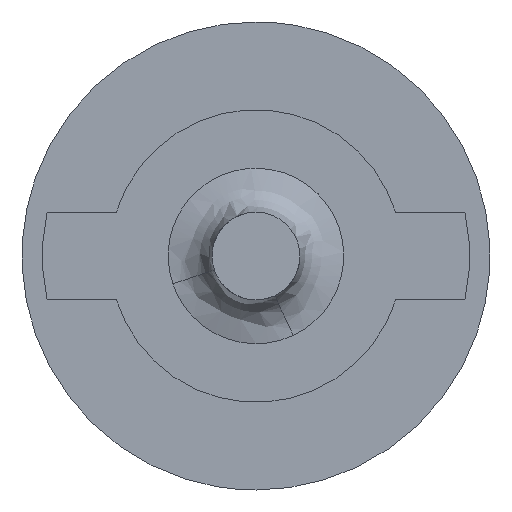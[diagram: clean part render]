
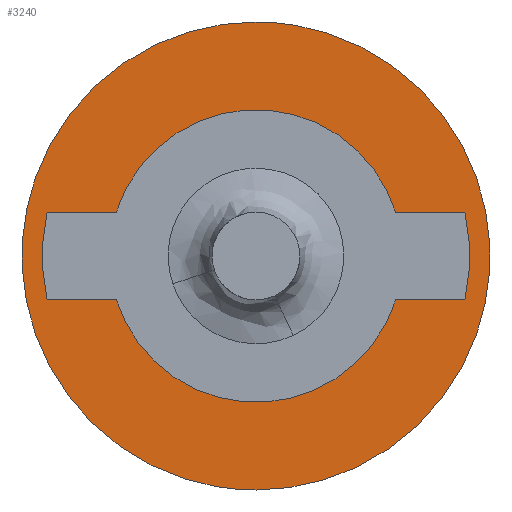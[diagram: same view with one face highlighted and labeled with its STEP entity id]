
A CAD part, front view. The second image highlights one B-rep face of the part: STEP entity #3240.
In plain terms, the highlighted free-form (B-spline) face has degree [1, 1] with [2, 2] control points.
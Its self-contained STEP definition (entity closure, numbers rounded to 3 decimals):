
#901=CARTESIAN_POINT('',(-7.975,-11.4,0.628));
#902=VERTEX_POINT('',#901);
#908=CARTESIAN_POINT('',(0.0,-11.4,8.));
#909=VERTEX_POINT('',#908);
#910=CARTESIAN_POINT('',(0.0,-11.4,8.));
#911=CARTESIAN_POINT('',(-7.395,-11.4,8.));
#912=CARTESIAN_POINT('',(-7.975,-11.4,0.628));
#920=(BOUNDED_CURVE()B_SPLINE_CURVE(2,(#910,#911,#912),.UNSPECIFIED.,.F.,.U.)B_SPLINE_CURVE_WITH_KNOTS((3,3),(0.0,0.236),.UNSPECIFIED.)CURVE()GEOMETRIC_REPRESENTATION_ITEM()RATIONAL_B_SPLINE_CURVE((1.0,0.723,0.97))REPRESENTATION_ITEM(''));
#921=EDGE_CURVE('',#909,#902,#920,.T.);
#923=CARTESIAN_POINT('',(7.975,-11.4,-0.628));
#924=VERTEX_POINT('',#923);
#925=CARTESIAN_POINT('',(7.975,-11.4,-0.628));
#926=CARTESIAN_POINT('',(8.,-11.4,-0.314));
#927=CARTESIAN_POINT('',(8.,-11.4,0.0));
#928=CARTESIAN_POINT('',(8.,-11.4,8.));
#929=CARTESIAN_POINT('',(0.0,-11.4,8.));
#937=(BOUNDED_CURVE()B_SPLINE_CURVE(2,(#925,#926,#927,#928,#929),.UNSPECIFIED.,.F.,.U.)B_SPLINE_CURVE_WITH_KNOTS((3,2,3),(0.736,0.75,1.0),.UNSPECIFIED.)CURVE()GEOMETRIC_REPRESENTATION_ITEM()RATIONAL_B_SPLINE_CURVE((0.97,0.984,1.0,0.707,1.0))REPRESENTATION_ITEM(''));
#938=EDGE_CURVE('',#924,#909,#937,.T.);
#1014=CARTESIAN_POINT('',(0.0,-11.4,-8.));
#1015=VERTEX_POINT('',#1014);
#1016=CARTESIAN_POINT('',(0.0,-11.4,-8.));
#1017=CARTESIAN_POINT('',(7.395,-11.4,-8.));
#1018=CARTESIAN_POINT('',(7.975,-11.4,-0.628));
#1026=(BOUNDED_CURVE()B_SPLINE_CURVE(2,(#1016,#1017,#1018),.UNSPECIFIED.,.F.,.U.)B_SPLINE_CURVE_WITH_KNOTS((3,3),(0.5,0.736),.UNSPECIFIED.)CURVE()GEOMETRIC_REPRESENTATION_ITEM()RATIONAL_B_SPLINE_CURVE((1.0,0.723,0.97))REPRESENTATION_ITEM(''));
#1027=EDGE_CURVE('',#1015,#924,#1026,.T.);
#1029=CARTESIAN_POINT('',(-7.975,-11.4,0.628));
#1030=CARTESIAN_POINT('',(-8.,-11.4,0.314));
#1031=CARTESIAN_POINT('',(-8.,-11.4,0.0));
#1032=CARTESIAN_POINT('',(-8.,-11.4,-8.));
#1033=CARTESIAN_POINT('',(0.0,-11.4,-8.));
#1041=(BOUNDED_CURVE()B_SPLINE_CURVE(2,(#1029,#1030,#1031,#1032,#1033),.UNSPECIFIED.,.F.,.U.)B_SPLINE_CURVE_WITH_KNOTS((3,2,3),(0.236,0.25,0.5),.UNSPECIFIED.)CURVE()GEOMETRIC_REPRESENTATION_ITEM()RATIONAL_B_SPLINE_CURVE((0.97,0.984,1.0,0.707,1.0))REPRESENTATION_ITEM(''));
#1042=EDGE_CURVE('',#902,#1015,#1041,.T.);
#2914=CARTESIAN_POINT('',(7.144,-11.4,-1.5));
#2915=VERTEX_POINT('',#2914);
#2916=CARTESIAN_POINT('',(7.144,-11.4,1.5));
#2917=VERTEX_POINT('',#2916);
#2918=CARTESIAN_POINT('',(7.144,-11.4,-1.5));
#2919=CARTESIAN_POINT('',(7.459,-11.4,0.));
#2920=CARTESIAN_POINT('',(7.144,-11.4,1.5));
#2928=(BOUNDED_CURVE()B_SPLINE_CURVE(2,(#2918,#2919,#2920),.UNSPECIFIED.,.F.,.U.)CURVE()GEOMETRIC_REPRESENTATION_ITEM()QUASI_UNIFORM_CURVE()RATIONAL_B_SPLINE_CURVE((1.0,0.979,1.0))REPRESENTATION_ITEM(''));
#2929=EDGE_CURVE('',#2915,#2917,#2928,.T.);
#2950=CARTESIAN_POINT('',(4.77,-11.4,-1.5));
#2951=VERTEX_POINT('',#2950);
#2952=CARTESIAN_POINT('',(4.77,-11.4,-1.5));
#2953=CARTESIAN_POINT('',(7.144,-11.4,-1.5));
#2954=QUASI_UNIFORM_CURVE('',1,(#2952,#2953),.UNSPECIFIED.,.F.,.U.);
#2955=EDGE_CURVE('',#2951,#2915,#2954,.T.);
#2985=CARTESIAN_POINT('',(-4.77,-11.4,-1.5));
#2986=VERTEX_POINT('',#2985);
#2987=CARTESIAN_POINT('',(-4.77,-11.4,-1.5));
#2988=CARTESIAN_POINT('',(-3.669,-11.4,-5.));
#2989=CARTESIAN_POINT('',(0.0,-11.4,-5.));
#2990=CARTESIAN_POINT('',(3.669,-11.4,-5.));
#2991=CARTESIAN_POINT('',(4.77,-11.4,-1.5));
#2999=(BOUNDED_CURVE()B_SPLINE_CURVE(2,(#2987,#2988,#2989,#2990,#2991),.UNSPECIFIED.,.F.,.U.)B_SPLINE_CURVE_WITH_KNOTS((3,2,3),(0.0,0.5,1.0),.UNSPECIFIED.)CURVE()GEOMETRIC_REPRESENTATION_ITEM()RATIONAL_B_SPLINE_CURVE((1.0,0.806,1.0,0.806,1.0))REPRESENTATION_ITEM(''));
#3000=EDGE_CURVE('',#2986,#2951,#2999,.T.);
#3017=CARTESIAN_POINT('',(-7.144,-11.4,-1.5));
#3018=VERTEX_POINT('',#3017);
#3019=CARTESIAN_POINT('',(-7.144,-11.4,-1.5));
#3020=CARTESIAN_POINT('',(-4.77,-11.4,-1.5));
#3021=QUASI_UNIFORM_CURVE('',1,(#3019,#3020),.UNSPECIFIED.,.F.,.U.);
#3022=EDGE_CURVE('',#3018,#2986,#3021,.T.);
#3048=CARTESIAN_POINT('',(-7.144,-11.4,1.5));
#3049=VERTEX_POINT('',#3048);
#3050=CARTESIAN_POINT('',(-7.144,-11.4,1.5));
#3051=CARTESIAN_POINT('',(-7.459,-11.4,0.));
#3052=CARTESIAN_POINT('',(-7.144,-11.4,-1.5));
#3060=(BOUNDED_CURVE()B_SPLINE_CURVE(2,(#3050,#3051,#3052),.UNSPECIFIED.,.F.,.U.)CURVE()GEOMETRIC_REPRESENTATION_ITEM()QUASI_UNIFORM_CURVE()RATIONAL_B_SPLINE_CURVE((1.0,0.979,1.0))REPRESENTATION_ITEM(''));
#3061=EDGE_CURVE('',#3049,#3018,#3060,.T.);
#3078=CARTESIAN_POINT('',(-4.77,-11.4,1.5));
#3079=VERTEX_POINT('',#3078);
#3080=CARTESIAN_POINT('',(-4.77,-11.4,1.5));
#3081=CARTESIAN_POINT('',(-7.144,-11.4,1.5));
#3082=QUASI_UNIFORM_CURVE('',1,(#3080,#3081),.UNSPECIFIED.,.F.,.U.);
#3083=EDGE_CURVE('',#3079,#3049,#3082,.T.);
#3113=CARTESIAN_POINT('',(4.77,-11.4,1.5));
#3114=VERTEX_POINT('',#3113);
#3115=CARTESIAN_POINT('',(4.77,-11.4,1.5));
#3116=CARTESIAN_POINT('',(3.669,-11.4,5.));
#3117=CARTESIAN_POINT('',(0.0,-11.4,5.));
#3118=CARTESIAN_POINT('',(-3.669,-11.4,5.));
#3119=CARTESIAN_POINT('',(-4.77,-11.4,1.5));
#3127=(BOUNDED_CURVE()B_SPLINE_CURVE(2,(#3115,#3116,#3117,#3118,#3119),.UNSPECIFIED.,.F.,.U.)B_SPLINE_CURVE_WITH_KNOTS((3,2,3),(0.0,0.5,1.0),.UNSPECIFIED.)CURVE()GEOMETRIC_REPRESENTATION_ITEM()RATIONAL_B_SPLINE_CURVE((1.0,0.806,1.0,0.806,1.0))REPRESENTATION_ITEM(''));
#3128=EDGE_CURVE('',#3114,#3079,#3127,.T.);
#3145=CARTESIAN_POINT('',(7.144,-11.4,1.5));
#3146=CARTESIAN_POINT('',(4.77,-11.4,1.5));
#3147=QUASI_UNIFORM_CURVE('',1,(#3145,#3146),.UNSPECIFIED.,.F.,.U.);
#3148=EDGE_CURVE('',#2917,#3114,#3147,.T.);
#3219=CARTESIAN_POINT('',(-8.797,-11.4,8.799));
#3220=CARTESIAN_POINT('',(8.797,-11.4,8.799));
#3221=CARTESIAN_POINT('',(-8.797,-11.4,-8.799));
#3222=CARTESIAN_POINT('',(8.797,-11.4,-8.799));
#3223=B_SPLINE_SURFACE_WITH_KNOTS('',1,1,((#3219,#3221),(#3220,#3222)),.UNSPECIFIED.,.F.,.F.,.U.,(2,2),(2,2),(0.0,17.594),(0.0,17.598),.UNSPECIFIED.);
#3224=ORIENTED_EDGE('',*,*,#921,.T.);
#3225=ORIENTED_EDGE('',*,*,#1042,.T.);
#3226=ORIENTED_EDGE('',*,*,#1027,.T.);
#3227=ORIENTED_EDGE('',*,*,#938,.T.);
#3228=EDGE_LOOP('',(#3224,#3225,#3226,#3227));
#3229=FACE_OUTER_BOUND('',#3228,.T.);
#3230=ORIENTED_EDGE('',*,*,#3148,.F.);
#3231=ORIENTED_EDGE('',*,*,#2929,.F.);
#3232=ORIENTED_EDGE('',*,*,#2955,.F.);
#3233=ORIENTED_EDGE('',*,*,#3000,.F.);
#3234=ORIENTED_EDGE('',*,*,#3022,.F.);
#3235=ORIENTED_EDGE('',*,*,#3061,.F.);
#3236=ORIENTED_EDGE('',*,*,#3083,.F.);
#3237=ORIENTED_EDGE('',*,*,#3128,.F.);
#3238=EDGE_LOOP('',(#3230,#3231,#3232,#3233,#3234,#3235,#3236,#3237));
#3239=FACE_BOUND('',#3238,.T.);
#3240=ADVANCED_FACE('',(#3229,#3239),#3223,.F.);
